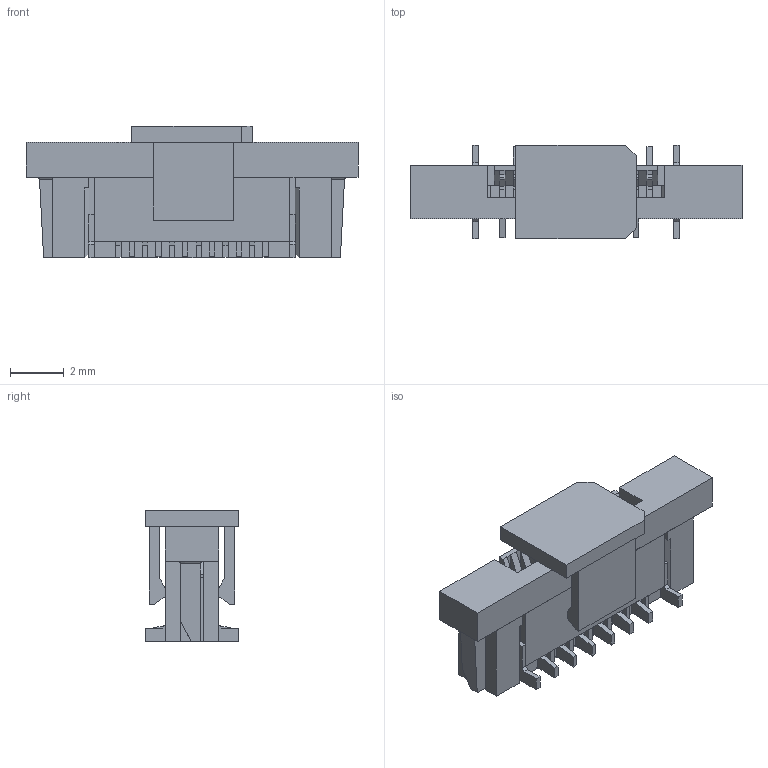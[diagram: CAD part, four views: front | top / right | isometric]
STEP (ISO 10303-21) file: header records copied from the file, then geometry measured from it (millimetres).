
FILE_DESCRIPTION(/* description */ ('Unknown'),/* implementation_level */ '2;1');
FILE_NAME(/* name */ '687312124422',/* time_stamp */ '2019-02-06T10:35:32+01:00',/* author */ ('Unknown'),/* organization */ ('Unknown'),/* preprocessor_version */ 'ST-DEVELOPER v16.7',/* originating_system */ 'DEX',/* authorisation */ $);
FILE_SCHEMA (('AUTOMOTIVE_DESIGN {1 0 10303 214 3 1 1}'));
Length unit declared in the file: millimetre
Products named in the file (7): 6873xx124422; 687312124422; 6873xx124422_PIN_COTE; 6873xx124422_PIN_A; 6873xx124422_PIN_B; 6873xx124422_Pick and Place; 687312124422_CAP
Assembly tree (17 placements, depth 2):
  6873xx124422
    687312124422
    6873xx124422_PIN_COTE  x2
    6873xx124422_PIN_A  x6
    6873xx124422_PIN_B  x6
    6873xx124422_Pick and Place
    687312124422_CAP
Bounding box: 12.4 x 3.5 x 4.9 mm (x, y, z)
Volume: 91.9 mm3; surface area: 583.9 mm2
Topology: 17 solids, 17 shells, 759 faces, 2218 edges, 1450 vertices
Faces by surface type: plane 639, cylinder 120
Entity records: 13865 total; most frequent: ORIENTED_EDGE 2468, CARTESIAN_POINT 2467, DIRECTION 2140, EDGE_CURVE 1234, LINE 1174, VECTOR 1174, VERTEX_POINT 794, AXIS2_PLACEMENT_3D 483
